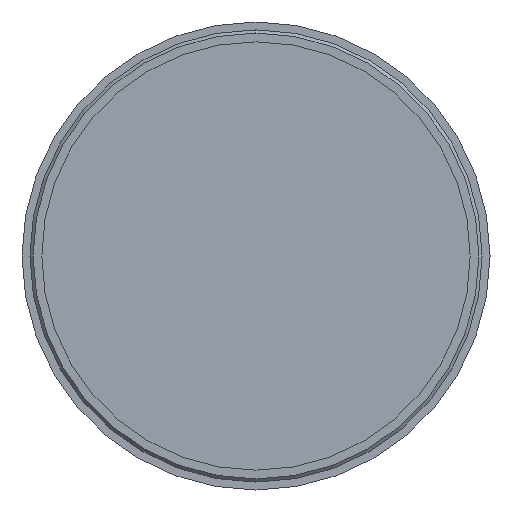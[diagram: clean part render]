
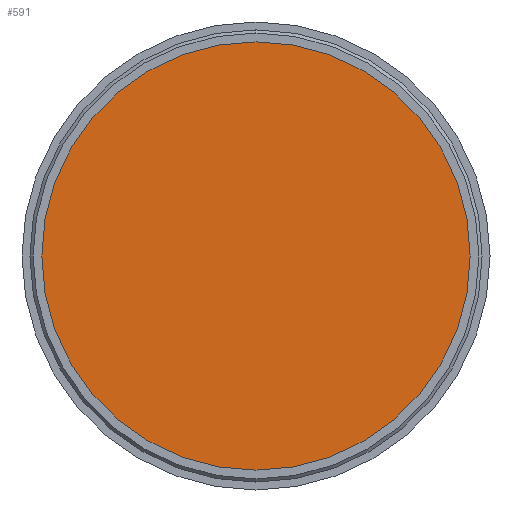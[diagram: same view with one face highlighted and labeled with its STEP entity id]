
A CAD part, left-side view. The second image highlights one B-rep face of the part: STEP entity #591.
In plain terms, the highlighted planar face has unit normal (-1, 0, 0).
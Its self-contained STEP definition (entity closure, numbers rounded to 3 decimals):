
#28 = VERTEX_POINT ( 'NONE', #515 ) ;
#63 = CIRCLE ( 'NONE', #132, 13.5 ) ;
#73 = ORIENTED_EDGE ( 'NONE', *, *, #77, .T. ) ;
#77 = EDGE_CURVE ( 'NONE', #28, #170, #63, .T. ) ;
#132 = AXIS2_PLACEMENT_3D ( 'NONE', #493, #596, #888 ) ;
#170 = VERTEX_POINT ( 'NONE', #612 ) ;
#189 = CARTESIAN_POINT ( 'NONE',  ( 3., 0., 0. ) ) ;
#215 = CARTESIAN_POINT ( 'NONE',  ( 3., 0., 0. ) ) ;
#244 = FACE_OUTER_BOUND ( 'NONE', #603, .T. ) ;
#248 = DIRECTION ( 'NONE',  ( 0., 0., 1. ) ) ;
#264 = DIRECTION ( 'NONE',  ( -1., 0., 0. ) ) ;
#325 = ORIENTED_EDGE ( 'NONE', *, *, #966, .T. ) ;
#382 = CIRCLE ( 'NONE', #933, 13.5 ) ;
#412 = DIRECTION ( 'NONE',  ( -1., 0., 0. ) ) ;
#493 = CARTESIAN_POINT ( 'NONE',  ( 3., 0., 0. ) ) ;
#515 = CARTESIAN_POINT ( 'NONE',  ( 3., 0., 13.5 ) ) ;
#591 = ADVANCED_FACE ( 'NONE', ( #244 ), #628, .T. ) ;
#596 = DIRECTION ( 'NONE',  ( -1., 0., 0. ) ) ;
#603 = EDGE_LOOP ( 'NONE', ( #73, #325 ) ) ;
#612 = CARTESIAN_POINT ( 'NONE',  ( 3., 0., -13.5 ) ) ;
#628 = PLANE ( 'NONE',  #849 ) ;
#805 = DIRECTION ( 'NONE',  ( 0., 0., 1. ) ) ;
#849 = AXIS2_PLACEMENT_3D ( 'NONE', #189, #412, #248 ) ;
#888 = DIRECTION ( 'NONE',  ( 0., 0., 1. ) ) ;
#933 = AXIS2_PLACEMENT_3D ( 'NONE', #215, #264, #805 ) ;
#966 = EDGE_CURVE ( 'NONE', #170, #28, #382, .T. ) ;
